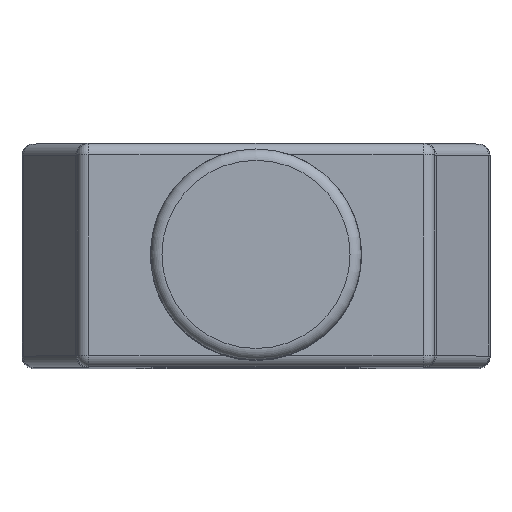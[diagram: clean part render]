
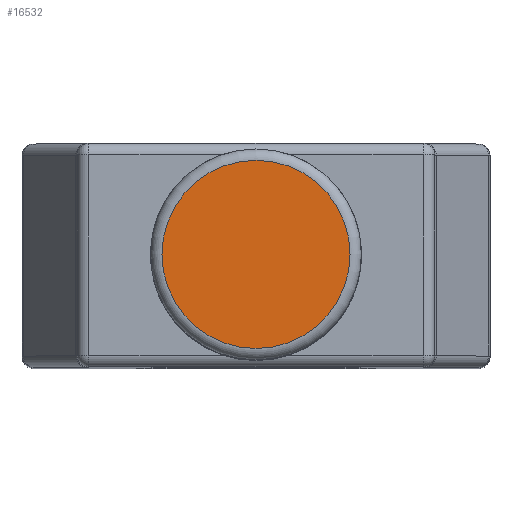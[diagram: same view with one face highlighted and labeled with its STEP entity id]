
A CAD part, top view. The second image highlights one B-rep face of the part: STEP entity #16532.
In plain terms, the highlighted planar face has unit normal (0, 0, 1).
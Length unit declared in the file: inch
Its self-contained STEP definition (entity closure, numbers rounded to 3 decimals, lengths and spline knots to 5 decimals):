
#463=FACE_OUTER_BOUND('',#1378,.T.);
#1378=EDGE_LOOP('',(#11679));
#2398=CIRCLE('',#17666,0.12424);
#7147=VERTEX_POINT('',#23987);
#8920=EDGE_CURVE('',#7147,#7147,#2398,.T.);
#11679=ORIENTED_EDGE('',*,*,#8920,.F.);
#15681=PLANE('',#17665);
#16532=ADVANCED_FACE('',(#463),#15681,.T.);
#17665=AXIS2_PLACEMENT_3D('',#23986,#19566,#19567);
#17666=AXIS2_PLACEMENT_3D('',#23988,#19568,#19569);
#19566=DIRECTION('center_axis',(0.,0.,1.));
#19567=DIRECTION('ref_axis',(1.,0.,0.));
#19568=DIRECTION('center_axis',(0.,0.,
-1.));
#19569=DIRECTION('ref_axis',(-1.,0.,0.));
#23986=CARTESIAN_POINT('Origin',(0.,0.,1.2085));
#23987=CARTESIAN_POINT('',(-0.12424,0.,1.2085));
#23988=CARTESIAN_POINT('Origin',(0.,0.,
1.2085));
